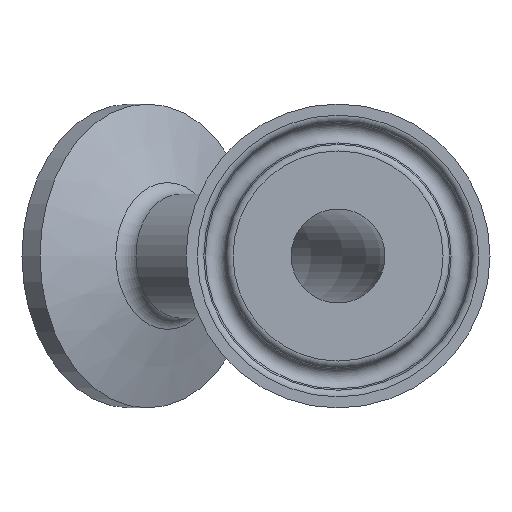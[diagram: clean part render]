
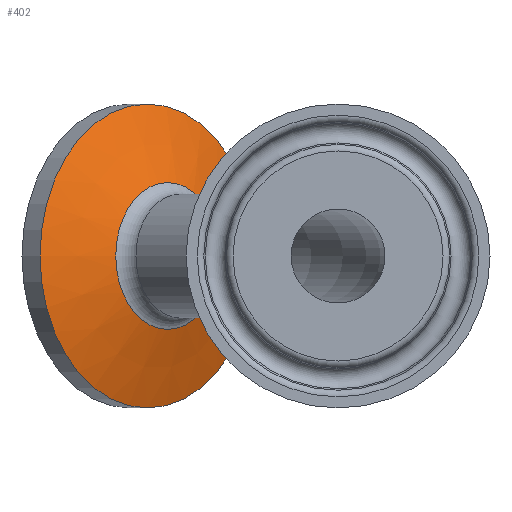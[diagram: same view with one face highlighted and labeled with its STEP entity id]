
A CAD part, front view. The second image highlights one B-rep face of the part: STEP entity #402.
In plain terms, the highlighted conical face has half-angle 70 degrees and reference radius 11.95 mm.
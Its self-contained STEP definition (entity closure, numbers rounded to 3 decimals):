
#29=LINE('',#703,#41);
#41=VECTOR('',#541,11.95);
#53=CONICAL_SURFACE('',#453,11.95,1.222);
#60=FACE_OUTER_BOUND('',#86,.T.);
#86=EDGE_LOOP('',(#273,#274,#275,#276,#277));
#118=CIRCLE('',#451,8.216);
#119=CIRCLE('',#452,8.216);
#120=CIRCLE('',#454,17.);
#167=VERTEX_POINT('',#695);
#168=VERTEX_POINT('',#697);
#169=VERTEX_POINT('',#701);
#208=EDGE_CURVE('',#167,#168,#118,.T.);
#209=EDGE_CURVE('',#168,#167,#119,.T.);
#210=EDGE_CURVE('',#169,#169,#120,.T.);
#211=EDGE_CURVE('',#169,#168,#29,.T.);
#273=ORIENTED_EDGE('',*,*,#210,.F.);
#274=ORIENTED_EDGE('',*,*,#211,.T.);
#275=ORIENTED_EDGE('',*,*,#208,.F.);
#276=ORIENTED_EDGE('',*,*,#209,.F.);
#277=ORIENTED_EDGE('',*,*,#211,.F.);
#402=ADVANCED_FACE('',(#60),#53,.T.);
#451=AXIS2_PLACEMENT_3D('',#698,#533,#534);
#452=AXIS2_PLACEMENT_3D('',#699,#535,#536);
#453=AXIS2_PLACEMENT_3D('',#700,#537,#538);
#454=AXIS2_PLACEMENT_3D('',#702,#539,#540);
#533=DIRECTION('center_axis',(0.707,-0.707,0.));
#534=DIRECTION('ref_axis',(0.707,0.707,0.));
#535=DIRECTION('center_axis',(0.707,-0.707,0.));
#536=DIRECTION('ref_axis',(0.707,0.707,0.));
#537=DIRECTION('center_axis',(-0.707,0.707,0.));
#538=DIRECTION('ref_axis',(-0.707,-0.707,0.));
#539=DIRECTION('center_axis',(-0.707,0.707,0.));
#540=DIRECTION('ref_axis',(-0.707,-0.707,0.));
#541=DIRECTION('',(-0.423,-0.906,0.));
#695=CARTESIAN_POINT('',(-19.059,19.059,-8.216));
#697=CARTESIAN_POINT('',(-13.249,24.868,0.));
#698=CARTESIAN_POINT('Origin',(-19.059,19.059,0.));
#699=CARTESIAN_POINT('Origin',(-19.059,19.059,0.));
#700=CARTESIAN_POINT('Origin',(-20.02,20.02,0.));
#701=CARTESIAN_POINT('',(-9.298,33.34,0.));
#702=CARTESIAN_POINT('Origin',(-21.319,21.319,0.));
#703=CARTESIAN_POINT('',(-11.57,28.469,0.));
